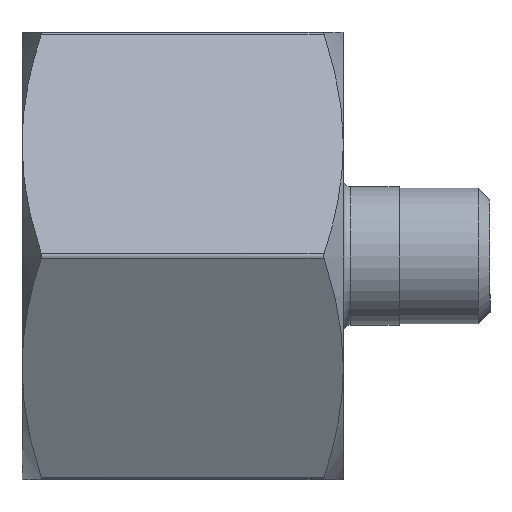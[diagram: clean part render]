
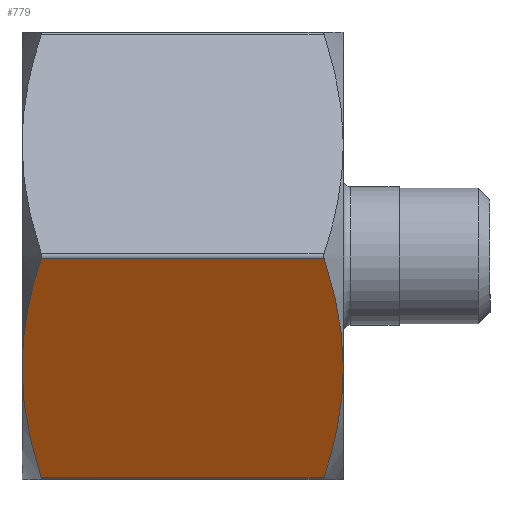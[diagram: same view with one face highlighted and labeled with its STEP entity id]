
A CAD part, front view. The second image highlights one B-rep face of the part: STEP entity #779.
In plain terms, the highlighted planar face has unit normal (0, -0.866, -0.5).
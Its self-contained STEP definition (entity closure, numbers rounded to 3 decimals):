
#118 =( BOUNDED_CURVE ( )  B_SPLINE_CURVE ( 2, ( #6019, #6043, #6053 ),
 .UNSPECIFIED., .F., .T. ) 
 B_SPLINE_CURVE_WITH_KNOTS ( ( 3, 3 ),
 ( 0.387, 1.363 ),
 .UNSPECIFIED. ) 
 CURVE ( )  GEOMETRIC_REPRESENTATION_ITEM ( )  RATIONAL_B_SPLINE_CURVE ( ( 1.029, 1.052, 1. ) ) 
 REPRESENTATION_ITEM ( '' )  );
#124 =( BOUNDED_CURVE ( )  B_SPLINE_CURVE ( 2, ( #6195, #6186, #6234 ),
 .UNSPECIFIED., .F., .T. ) 
 B_SPLINE_CURVE_WITH_KNOTS ( ( 3, 3 ),
 ( 1.363, 2.339 ),
 .UNSPECIFIED. ) 
 CURVE ( )  GEOMETRIC_REPRESENTATION_ITEM ( )  RATIONAL_B_SPLINE_CURVE ( ( 1., 1.052, 1.029 ) ) 
 REPRESENTATION_ITEM ( '' )  );
#132 =( BOUNDED_CURVE ( )  B_SPLINE_CURVE ( 2, ( #7574, #7546, #7562 ),
 .UNSPECIFIED., .F., .T. ) 
 B_SPLINE_CURVE_WITH_KNOTS ( ( 3, 3 ),
 ( 1.363, 2.339 ),
 .UNSPECIFIED. ) 
 CURVE ( )  GEOMETRIC_REPRESENTATION_ITEM ( )  RATIONAL_B_SPLINE_CURVE ( ( 1., 1.052, 1.029 ) ) 
 REPRESENTATION_ITEM ( '' )  );
#140 =( BOUNDED_CURVE ( )  B_SPLINE_CURVE ( 2, ( #7319, #7308, #7317 ),
 .UNSPECIFIED., .F., .T. ) 
 B_SPLINE_CURVE_WITH_KNOTS ( ( 3, 3 ),
 ( 0.387, 1.363 ),
 .UNSPECIFIED. ) 
 CURVE ( )  GEOMETRIC_REPRESENTATION_ITEM ( )  RATIONAL_B_SPLINE_CURVE ( ( 1.029, 1.052, 1. ) ) 
 REPRESENTATION_ITEM ( '' )  );
#189 = EDGE_CURVE ( 'NONE', #5756, #5764, #118, .T. ) ;
#204 = EDGE_CURVE ( 'NONE', #5755, #5758, #124, .T. ) ;
#231 = EDGE_CURVE ( 'NONE', #5729, #5755, #140, .T. ) ;
#281 = EDGE_CURVE ( 'NONE', #5756, #5758, #7545, .T. ) ;
#292 = EDGE_CURVE ( 'NONE', #5764, #5719, #132, .T. ) ;
#294 = EDGE_CURVE ( 'NONE', #5729, #5719, #7538, .T. ) ;
#779 = ADVANCED_FACE ( 'NONE', ( #1144 ), #1145, .T. ) ;
#926 = CARTESIAN_POINT ( 'NONE',  ( 1.379, -18.389, -0.15 ) ) ;
#942 = CARTESIAN_POINT ( 'NONE',  ( 0., -13.856, -8. ) ) ;
#950 = CARTESIAN_POINT ( 'NONE',  ( 1.379, -9.324, -15.85 ) ) ;
#956 = CARTESIAN_POINT ( 'NONE',  ( 23., -13.856, -8. ) ) ;
#961 = CARTESIAN_POINT ( 'NONE',  ( 21.621, -9.324, -15.85 ) ) ;
#1144 = FACE_OUTER_BOUND ( 'NONE', #5588, .T. ) ;
#1145 = PLANE ( 'NONE',  #11093 ) ;
#1163 = CARTESIAN_POINT ( 'NONE',  ( 11.5, -9.238, -16. ) ) ;
#1177 = DIRECTION ( 'NONE',  ( 0., -0.5, 0.866 ) ) ;
#1183 = DIRECTION ( 'NONE',  ( 0., -0.866, -0.5 ) ) ;
#1513 = ORIENTED_EDGE ( 'NONE', *, *, #231, .T. ) ;
#1515 = ORIENTED_EDGE ( 'NONE', *, *, #292, .T. ) ;
#1561 = ORIENTED_EDGE ( 'NONE', *, *, #294, .F. ) ;
#1586 = ORIENTED_EDGE ( 'NONE', *, *, #189, .T. ) ;
#1589 = ORIENTED_EDGE ( 'NONE', *, *, #204, .T. ) ;
#1596 = ORIENTED_EDGE ( 'NONE', *, *, #281, .F. ) ;
#5588 = EDGE_LOOP ( 'NONE', ( #1596, #1586, #1515, #1561, #1513, #1589 ) ) ;
#5719 = VERTEX_POINT ( 'NONE', #6643 ) ;
#5729 = VERTEX_POINT ( 'NONE', #926 ) ;
#5755 = VERTEX_POINT ( 'NONE', #942 ) ;
#5756 = VERTEX_POINT ( 'NONE', #961 ) ;
#5758 = VERTEX_POINT ( 'NONE', #950 ) ;
#5764 = VERTEX_POINT ( 'NONE', #956 ) ;
#6019 = CARTESIAN_POINT ( 'NONE',  ( 21.621, -9.324, -15.85 ) ) ;
#6043 = CARTESIAN_POINT ( 'NONE',  ( 23., -11.748, -11.652 ) ) ;
#6053 = CARTESIAN_POINT ( 'NONE',  ( 23., -13.856, -8. ) ) ;
#6186 = CARTESIAN_POINT ( 'NONE',  ( 0., -11.748, -11.652 ) ) ;
#6195 = CARTESIAN_POINT ( 'NONE',  ( 0., -13.856, -8. ) ) ;
#6234 = CARTESIAN_POINT ( 'NONE',  ( 1.379, -9.324, -15.85 ) ) ;
#6643 = CARTESIAN_POINT ( 'NONE',  ( 21.621, -18.389, -0.15 ) ) ;
#7308 = CARTESIAN_POINT ( 'NONE',  ( 0., -15.965, -4.348 ) ) ;
#7317 = CARTESIAN_POINT ( 'NONE',  ( 0., -13.856, -8. ) ) ;
#7319 = CARTESIAN_POINT ( 'NONE',  ( 1.379, -18.389, -0.15 ) ) ;
#7538 = LINE ( 'NONE', #7587, #11219 ) ;
#7545 = LINE ( 'NONE', #7557, #11239 ) ;
#7546 = CARTESIAN_POINT ( 'NONE',  ( 23., -15.965, -4.348 ) ) ;
#7557 = CARTESIAN_POINT ( 'NONE',  ( 11.5, -9.324, -15.85 ) ) ;
#7558 = DIRECTION ( 'NONE',  ( -1., 0., 0. ) ) ;
#7562 = CARTESIAN_POINT ( 'NONE',  ( 21.621, -18.389, -0.15 ) ) ;
#7574 = CARTESIAN_POINT ( 'NONE',  ( 23., -13.856, -8. ) ) ;
#7587 = CARTESIAN_POINT ( 'NONE',  ( 11.5, -18.389, -0.15 ) ) ;
#7597 = DIRECTION ( 'NONE',  ( 1., 0., 0. ) ) ;
#11093 = AXIS2_PLACEMENT_3D ( 'NONE', #1163, #1183, #1177 ) ;
#11219 = VECTOR ( 'NONE', #7597, 1000. ) ;
#11239 = VECTOR ( 'NONE', #7558, 1000. ) ;
